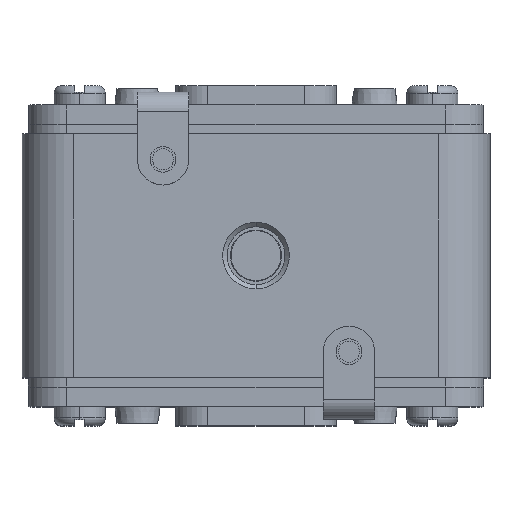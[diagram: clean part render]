
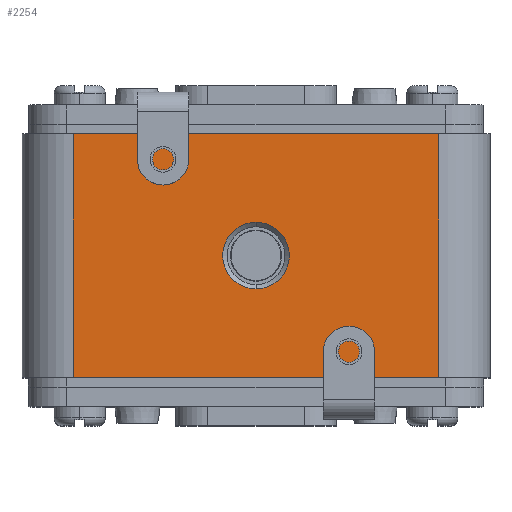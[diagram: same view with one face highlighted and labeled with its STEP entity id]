
A CAD part, top view. The second image highlights one B-rep face of the part: STEP entity #2254.
In plain terms, the highlighted face is planar.
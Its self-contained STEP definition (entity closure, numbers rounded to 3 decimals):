
#143=DIRECTION('',(-1.,0.,0.));
#144=VECTOR('',#143,57.);
#145=CARTESIAN_POINT('',(28.5,36.5,-19.));
#146=LINE('',#145,#144);
#613=DIRECTION('',(0.,0.,-1.));
#614=VECTOR('',#613,38.);
#615=CARTESIAN_POINT('',(28.5,36.5,19.));
#616=LINE('',#615,#614);
#620=DIRECTION('',(0.,0.,-1.));
#621=VECTOR('',#620,38.);
#622=CARTESIAN_POINT('',(-28.5,36.5,19.));
#623=LINE('',#622,#621);
#627=CARTESIAN_POINT('',(0.,36.5,0.));
#628=DIRECTION('',(0.,-1.,0.));
#629=DIRECTION('',(0.,0.,-1.));
#630=AXIS2_PLACEMENT_3D('',#627,#628,#629);
#635=CARTESIAN_POINT('',(0.,36.5,0.));
#636=DIRECTION('',(0.,-1.,0.));
#637=DIRECTION('',(0.,0.,1.));
#638=AXIS2_PLACEMENT_3D('',#635,#636,#637);
#696=DIRECTION('',(-1.,0.,0.));
#697=VECTOR('',#696,57.);
#698=CARTESIAN_POINT('',(28.5,36.5,19.));
#699=LINE('',#698,#697);
#1683=CARTESIAN_POINT('',(28.5,36.5,-19.));
#1685=VERTEX_POINT('',#1683);
#1689=CARTESIAN_POINT('',(28.5,36.5,19.));
#1690=VERTEX_POINT('',#1689);
#1692=CARTESIAN_POINT('',(-28.5,36.5,-19.));
#1694=VERTEX_POINT('',#1692);
#1695=CARTESIAN_POINT('',(-28.5,36.5,19.));
#1696=VERTEX_POINT('',#1695);
#1923=CARTESIAN_POINT('',(0.,36.5,-5.2));
#1924=CARTESIAN_POINT('',(0.,36.5,5.2));
#1925=VERTEX_POINT('',#1923);
#1926=VERTEX_POINT('',#1924);
#2236=CARTESIAN_POINT('',(36.5,36.5,-19.));
#2237=DIRECTION('',(0.,1.,0.));
#2238=DIRECTION('',(-1.,0.,0.));
#2239=AXIS2_PLACEMENT_3D('',#2236,#2237,#2238);
#2240=PLANE('',#2239);
#2241=ORIENTED_EDGE('',*,*,#1996,.F.);
#2243=ORIENTED_EDGE('',*,*,#2242,.T.);
#2244=ORIENTED_EDGE('',*,*,#2221,.T.);
#2245=ORIENTED_EDGE('',*,*,#1956,.F.);
#2246=EDGE_LOOP('',(#2241,#2243,#2244,#2245));
#2247=FACE_OUTER_BOUND('',#2246,.F.);
#2249=ORIENTED_EDGE('',*,*,#2248,.F.);
#2251=ORIENTED_EDGE('',*,*,#2250,.F.);
#2252=EDGE_LOOP('',(#2249,#2251));
#2253=FACE_BOUND('',#2252,.F.);
#631=CIRCLE('',#630,5.2);
#639=CIRCLE('',#638,5.2);
#1956=EDGE_CURVE('',#1685,#1694,#146,.T.);
#1996=EDGE_CURVE('',#1690,#1685,#616,.T.);
#2221=EDGE_CURVE('',#1696,#1694,#623,.T.);
#2242=EDGE_CURVE('',#1690,#1696,#699,.T.);
#2248=EDGE_CURVE('',#1925,#1926,#631,.T.);
#2250=EDGE_CURVE('',#1926,#1925,#639,.T.);
#2254=ADVANCED_FACE('',(#2247,#2253),#2240,.T.);
